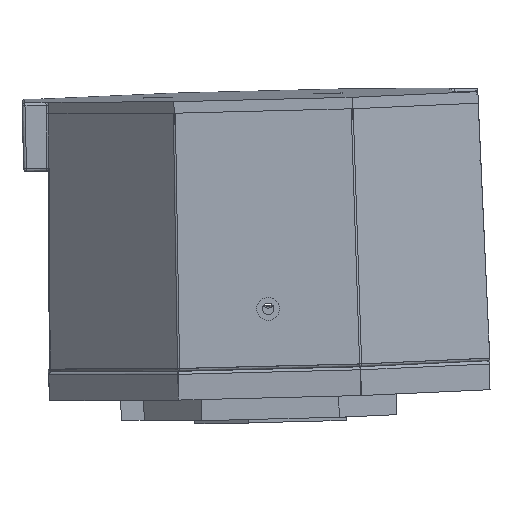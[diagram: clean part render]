
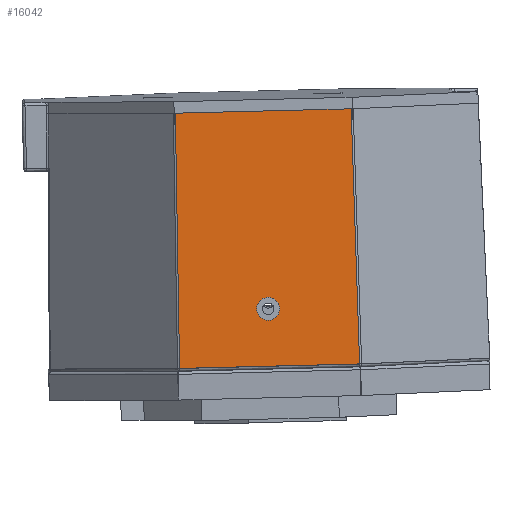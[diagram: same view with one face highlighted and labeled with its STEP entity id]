
A CAD part, left-side view. The second image highlights one B-rep face of the part: STEP entity #16042.
In plain terms, the highlighted face is planar.
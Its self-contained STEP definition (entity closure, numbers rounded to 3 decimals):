
#335 = LINE ( 'NONE', #14406, #13424 ) ;
#487 = CARTESIAN_POINT ( 'NONE',  ( 0., -37.5, 60. ) ) ;
#688 = EDGE_LOOP ( 'NONE', ( #13168, #16899, #12508, #7028 ) ) ;
#755 = CIRCLE ( 'NONE', #1577, 2. ) ;
#891 = VECTOR ( 'NONE', #2007, 1000. ) ;
#1538 = VERTEX_POINT ( 'NONE', #7956 ) ;
#1577 = AXIS2_PLACEMENT_3D ( 'NONE', #12232, #9528, #2698 ) ;
#2007 = DIRECTION ( 'NONE',  ( -0.008, -0.02, -1. ) ) ;
#2698 = DIRECTION ( 'NONE',  ( 1., -0.001, -0.025 ) ) ;
#3380 = LINE ( 'NONE', #4158, #10249 ) ;
#3548 = CARTESIAN_POINT ( 'NONE',  ( -15.325, -37.497, 60.127 ) ) ;
#3741 = EDGE_LOOP ( 'NONE', ( #16512, #7451 ) ) ;
#3952 = CARTESIAN_POINT ( 'NONE',  ( 15.7, -38.393, 15.51 ) ) ;
#4158 = CARTESIAN_POINT ( 'NONE',  ( 0., -37.5, 60. ) ) ;
#5276 = CIRCLE ( 'NONE', #6884, 2. ) ;
#5375 = CARTESIAN_POINT ( 'NONE',  ( 0., -38.192, 25.508 ) ) ;
#6114 = VECTOR ( 'NONE', #12115, 1000. ) ;
#6163 = DIRECTION ( 'NONE',  ( -0.008, 0.02, 1. ) ) ;
#6498 = VERTEX_POINT ( 'NONE', #14986 ) ;
#6884 = AXIS2_PLACEMENT_3D ( 'NONE', #5375, #13691, #8185 ) ;
#6938 = AXIS2_PLACEMENT_3D ( 'NONE', #487, #15425, #7241 ) ;
#7028 = ORIENTED_EDGE ( 'NONE', *, *, #11978, .F. ) ;
#7241 = DIRECTION ( 'NONE',  ( 0., -0.02, -1. ) ) ;
#7339 = CARTESIAN_POINT ( 'NONE',  ( 15.696, -38.393, 15.51 ) ) ;
#7398 = EDGE_CURVE ( 'NONE', #1538, #12187, #10215, .T. ) ;
#7451 = ORIENTED_EDGE ( 'NONE', *, *, #8383, .F. ) ;
#7956 = CARTESIAN_POINT ( 'NONE',  ( -15.696, -38.393, 15.51 ) ) ;
#8185 = DIRECTION ( 'NONE',  ( 1., -0.001, -0.025 ) ) ;
#8383 = EDGE_CURVE ( 'NONE', #11850, #6498, #755, .T. ) ;
#8733 = PLANE ( 'NONE',  #6938 ) ;
#8792 = CARTESIAN_POINT ( 'NONE',  ( 15.326, -37.5, 60. ) ) ;
#9528 = DIRECTION ( 'NONE',  ( 0., -1., 0.02 ) ) ;
#10038 = DIRECTION ( 'NONE',  ( 1., 0., 0. ) ) ;
#10215 = LINE ( 'NONE', #3952, #6114 ) ;
#10249 = VECTOR ( 'NONE', #10038, 1000. ) ;
#10584 = FACE_OUTER_BOUND ( 'NONE', #688, .T. ) ;
#11595 = VERTEX_POINT ( 'NONE', #8792 ) ;
#11850 = VERTEX_POINT ( 'NONE', #11974 ) ;
#11974 = CARTESIAN_POINT ( 'NONE',  ( -1.999, -38.191, 25.558 ) ) ;
#11978 = EDGE_CURVE ( 'NONE', #16710, #11595, #3380, .T. ) ;
#12115 = DIRECTION ( 'NONE',  ( 1., 0., 0. ) ) ;
#12187 = VERTEX_POINT ( 'NONE', #7339 ) ;
#12232 = CARTESIAN_POINT ( 'NONE',  ( 0., -38.192, 25.508 ) ) ;
#12302 = FACE_BOUND ( 'NONE', #3741, .T. ) ;
#12508 = ORIENTED_EDGE ( 'NONE', *, *, #14781, .T. ) ;
#13168 = ORIENTED_EDGE ( 'NONE', *, *, #17587, .T. ) ;
#13424 = VECTOR ( 'NONE', #6163, 1000. ) ;
#13516 = LINE ( 'NONE', #3548, #891 ) ;
#13691 = DIRECTION ( 'NONE',  ( 0., -1., 0.02 ) ) ;
#14406 = CARTESIAN_POINT ( 'NONE',  ( 15.325, -37.497, 60.127 ) ) ;
#14781 = EDGE_CURVE ( 'NONE', #12187, #11595, #335, .T. ) ;
#14878 = EDGE_CURVE ( 'NONE', #6498, #11850, #5276, .T. ) ;
#14986 = CARTESIAN_POINT ( 'NONE',  ( 1.999, -38.193, 25.458 ) ) ;
#15425 = DIRECTION ( 'NONE',  ( 0., -1., 0.02 ) ) ;
#15896 = CARTESIAN_POINT ( 'NONE',  ( -15.326, -37.5, 60. ) ) ;
#16042 = ADVANCED_FACE ( 'NONE', ( #12302, #10584 ), #8733, .T. ) ;
#16512 = ORIENTED_EDGE ( 'NONE', *, *, #14878, .F. ) ;
#16710 = VERTEX_POINT ( 'NONE', #15896 ) ;
#16899 = ORIENTED_EDGE ( 'NONE', *, *, #7398, .T. ) ;
#17587 = EDGE_CURVE ( 'NONE', #16710, #1538, #13516, .T. ) ;
